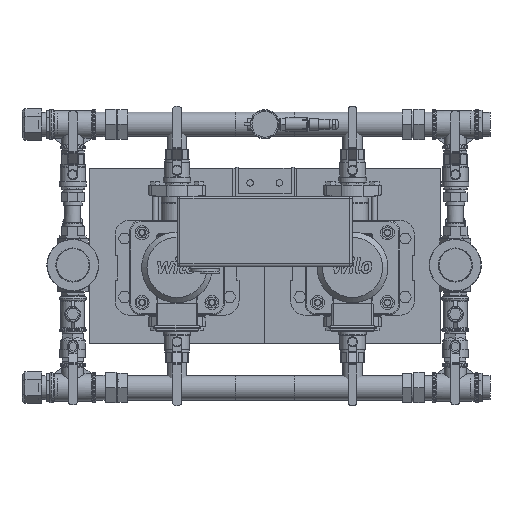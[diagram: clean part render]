
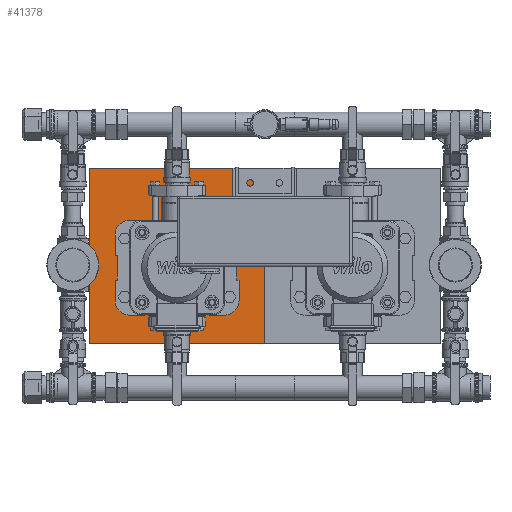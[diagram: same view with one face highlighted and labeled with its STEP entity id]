
A CAD part, top view. The second image highlights one B-rep face of the part: STEP entity #41378.
In plain terms, the highlighted planar face has unit normal (0, 0, 1).
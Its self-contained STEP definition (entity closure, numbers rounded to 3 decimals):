
#4154=FACE_OUTER_BOUND('',#6873,.T.);
#6873=EDGE_LOOP('',(#27787,#27788,#27789,#27790));
#10220=LINE('',#61412,#13977);
#10241=LINE('',#61454,#13998);
#10243=LINE('',#61458,#14000);
#10244=LINE('',#61459,#14001);
#13977=VECTOR('',#48707,1.);
#13998=VECTOR('',#48738,10.);
#14000=VECTOR('',#48742,10.);
#14001=VECTOR('',#48743,10.);
#17734=VERTEX_POINT('',#61410);
#17735=VERTEX_POINT('',#61411);
#17751=VERTEX_POINT('',#61453);
#17752=VERTEX_POINT('',#61457);
#21798=EDGE_CURVE('',#17734,#17735,#10220,.T.);
#21819=EDGE_CURVE('',#17751,#17735,#10241,.T.);
#21821=EDGE_CURVE('',#17752,#17734,#10243,.T.);
#21822=EDGE_CURVE('',#17752,#17751,#10244,.T.);
#27787=ORIENTED_EDGE('',*,*,#21798,.F.);
#27788=ORIENTED_EDGE('',*,*,#21821,.F.);
#27789=ORIENTED_EDGE('',*,*,#21822,.T.);
#27790=ORIENTED_EDGE('',*,*,#21819,.T.);
#39675=PLANE('',#44236);
#41378=ADVANCED_FACE('',(#4154),#39675,.T.);
#44236=AXIS2_PLACEMENT_3D('',#61456,#48740,#48741);
#48707=DIRECTION('',(0.,-1.,0.));
#48738=DIRECTION('',(1.,0.,0.));
#48740=DIRECTION('center_axis',(0.,0.,1.));
#48741=DIRECTION('ref_axis',(0.,-1.,0.));
#48742=DIRECTION('',(1.,0.,0.));
#48743=DIRECTION('',(0.,-1.,0.));
#61410=CARTESIAN_POINT('',(300.,150.,50.));
#61411=CARTESIAN_POINT('',(300.,-150.,50.));
#61412=CARTESIAN_POINT('',(300.,0.,50.));
#61453=CARTESIAN_POINT('',(0.,-150.,50.));
#61454=CARTESIAN_POINT('',(300.,-150.,50.));
#61456=CARTESIAN_POINT('Origin',(300.,0.,50.));
#61457=CARTESIAN_POINT('',(0.,150.,50.));
#61458=CARTESIAN_POINT('',(300.,150.,50.));
#61459=CARTESIAN_POINT('',(0.,0.,50.));
